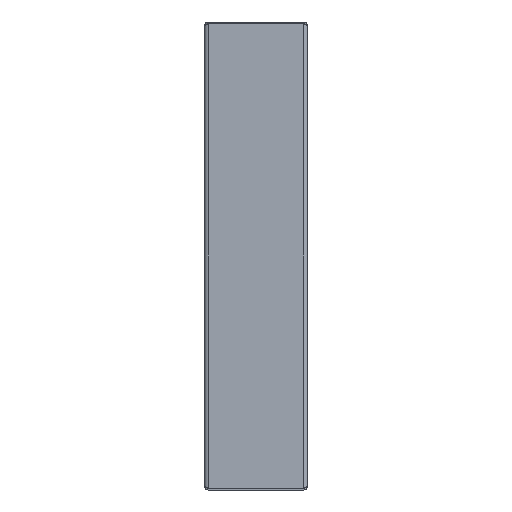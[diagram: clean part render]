
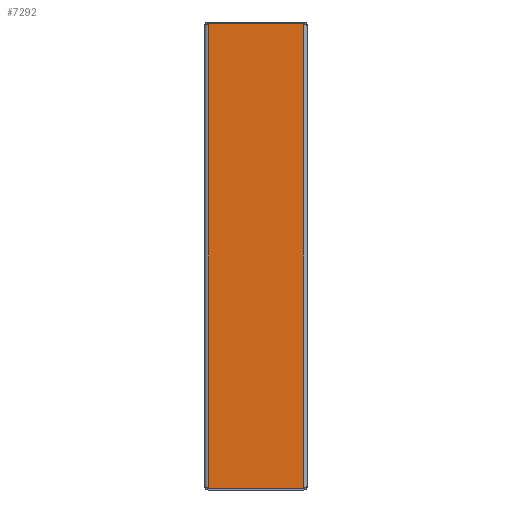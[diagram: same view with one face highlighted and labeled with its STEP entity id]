
A CAD part, left-side view. The second image highlights one B-rep face of the part: STEP entity #7292.
In plain terms, the highlighted planar face has unit normal (-1, 0, 0).
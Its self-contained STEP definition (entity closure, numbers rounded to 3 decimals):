
#1155=DIRECTION('',(0.,0.,1.));
#1156=VECTOR('',#1155,248.);
#1157=CARTESIAN_POINT('',(-125.,2.,-124.));
#1158=LINE('',#1157,#1156);
#3278=DIRECTION('',(0.,1.,0.));
#3279=VECTOR('',#3278,51.);
#3280=CARTESIAN_POINT('',(-125.,2.,124.));
#3281=LINE('',#3280,#3279);
#3299=DIRECTION('',(0.,1.,0.));
#3300=VECTOR('',#3299,51.);
#3301=CARTESIAN_POINT('',(-125.,2.,-124.));
#3302=LINE('',#3301,#3300);
#3338=DIRECTION('',(0.,0.,1.));
#3339=VECTOR('',#3338,248.);
#3340=CARTESIAN_POINT('',(-125.,53.,-124.));
#3341=LINE('',#3340,#3339);
#4232=CARTESIAN_POINT('',(-125.,2.,-124.));
#4233=CARTESIAN_POINT('',(-125.,53.,-124.));
#4234=VERTEX_POINT('',#4232);
#4235=VERTEX_POINT('',#4233);
#4236=CARTESIAN_POINT('',(-125.,2.,124.));
#4237=CARTESIAN_POINT('',(-125.,53.,124.));
#4238=VERTEX_POINT('',#4236);
#4239=VERTEX_POINT('',#4237);
#7279=CARTESIAN_POINT('',(-125.,0.,-125.));
#7280=DIRECTION('',(-1.,0.,0.));
#7281=DIRECTION('',(0.,0.,1.));
#7282=AXIS2_PLACEMENT_3D('',#7279,#7280,#7281);
#7283=PLANE('',#7282);
#7284=ORIENTED_EDGE('',*,*,#5589,.F.);
#7286=ORIENTED_EDGE('',*,*,#7285,.T.);
#7288=ORIENTED_EDGE('',*,*,#7287,.T.);
#7289=ORIENTED_EDGE('',*,*,#7270,.F.);
#7290=EDGE_LOOP('',(#7284,#7286,#7288,#7289));
#7291=FACE_OUTER_BOUND('',#7290,.F.);
#7292=ADVANCED_FACE('',(#7291),#7283,.T.);
#5589=EDGE_CURVE('',#4234,#4238,#1158,.T.);
#7270=EDGE_CURVE('',#4238,#4239,#3281,.T.);
#7285=EDGE_CURVE('',#4234,#4235,#3302,.T.);
#7287=EDGE_CURVE('',#4235,#4239,#3341,.T.);
